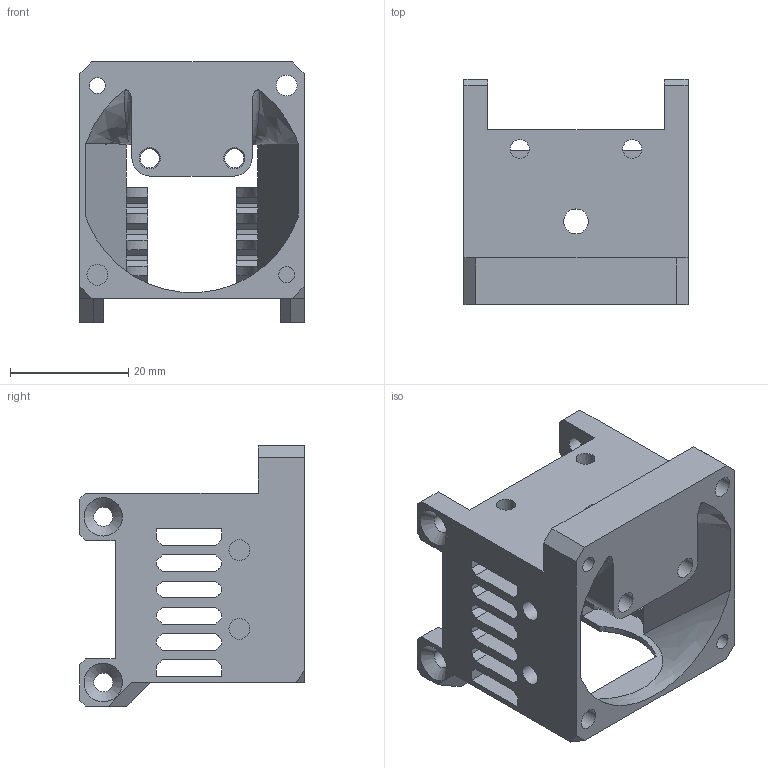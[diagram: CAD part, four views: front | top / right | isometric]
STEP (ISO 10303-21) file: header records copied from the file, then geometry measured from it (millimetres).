
FILE_DESCRIPTION(/* description */ ('CAx-IF Rec.Pracs.---Representation and Presentation of Product Manufacturing Information (PMI)---4.0---2014-10-13','CAx-IF Rec.Pracs.---3D Tessellated Geometry---0.4---2014-09-14','2;1'),/* implementation_level */ '2;1');
FILE_NAME(/* name */ 'V07-01-01-04-05 - Lite print head case for CR10 heatsink',/* time_stamp */ '2022-04-12T22:22:45+03:00',/* author */ (''),/* organization */ (''),/* preprocessor_version */ 'ST-DEVELOPER v16.7',/* originating_system */ 'SIEMENS PLM Software NX 1911',/* authorisation */ $);
FILE_SCHEMA (('AP242_MANAGED_MODEL_BASED_3D_ENGINEERING_MIM_LF { 1 0 10303 442 1 1 4 }'));
Length unit declared in the file: millimetre
Products named in the file (1): V07-01-01-04-05 - Lite print head case for CR10 heatsink
Bounding box: 37.9 x 37.99 x 44 mm (x, y, z)
Volume: 16849.5 mm3; surface area: 12430 mm2
Topology: 1 solids, 1 shells, 200 faces, 615 edges, 410 vertices
Faces by surface type: plane 152, cylinder 35, bspline 7, cone 6
Full cylindrical faces by diameter (mm): 2.7 x2, 3.2 x8, 3.5 x6, 3.6 x2, 4.2 x1
Entity records: 7264 total; most frequent: CARTESIAN_POINT 1902, ORIENTED_EDGE 1156, DIRECTION 999, EDGE_CURVE 578, VERTEX_POINT 398, LINE 395, VECTOR 395, AXIS2_PLACEMENT_3D 302
